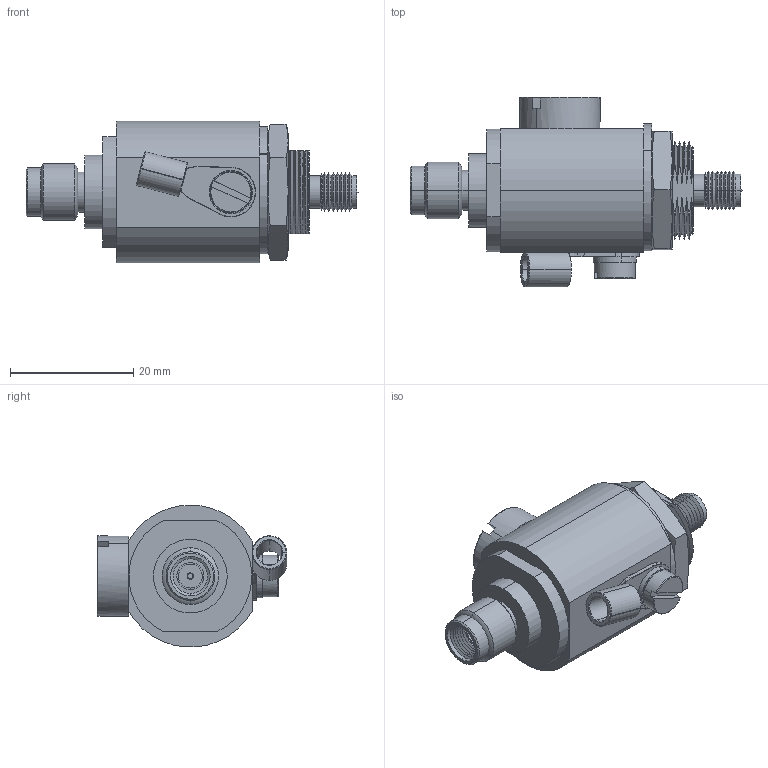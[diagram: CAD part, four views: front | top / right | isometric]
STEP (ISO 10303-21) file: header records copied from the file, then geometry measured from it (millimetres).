
FILE_DESCRIPTION (( 'STEP AP214' ), '1' );
FILE_NAME ('AL6-RSPRSJBW-9.STEP', '2018-10-25T18:44:43', ( '' ), ( '' ), 'SwSTEP 2.0', 'SolidWorks 2017', '' );
FILE_SCHEMA (( 'AUTOMOTIVE_DESIGN' ));
Length unit declared in the file: inch
Products named in the file (11): AL6-RSPRSJBW-9-MA9; AL6-RSPRSJBW-9-MA7; AL6-RSPRSJBW-9; AL6-RSPRSJBW-9-MA8; AL6-RSPRSJBW-9-MA10; AL6-RSPRSJBW-9-MA2; AL6-RSPRSJBW-9-MA5; AL6-RSPRSJBW-9-MA11; AL6-RSPRSJBW-9-MA6; AL6-RSPRSJBW-9-MA4; AL6-RSPRSJBW-9-MA1
Assembly tree (10 placements, depth 2):
  AL6-RSPRSJBW-9
    AL6-RSPRSJBW-9-MA1
    AL6-RSPRSJBW-9-MA2
    AL6-RSPRSJBW-9-MA5
    AL6-RSPRSJBW-9-MA4
    AL6-RSPRSJBW-9-MA6
    AL6-RSPRSJBW-9-MA8
    AL6-RSPRSJBW-9-MA7
    AL6-RSPRSJBW-9-MA9
    AL6-RSPRSJBW-9-MA10
    AL6-RSPRSJBW-9-MA11
Bounding box: 53.77 x 30.71 x 22.97 mm (x, y, z)
Volume: 13215.5 mm3; surface area: 7348 mm2
Topology: 10 solids, 10 shells, 559 faces, 1311 edges, 793 vertices
Faces by surface type: cylinder 162, cone 150, plane 130, torus 95, bspline 22
Entity records: 18834 total; most frequent: CARTESIAN_POINT 5065, DIRECTION 2798, ORIENTED_EDGE 2618, EDGE_CURVE 1309, AXIS2_PLACEMENT_3D 1161, VERTEX_POINT 793, CIRCLE 611, EDGE_LOOP 590
